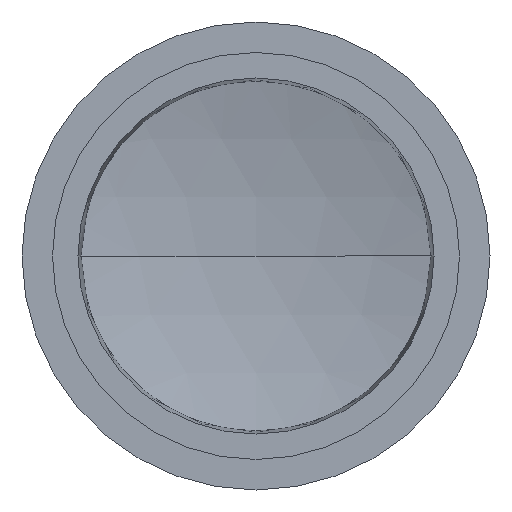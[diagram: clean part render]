
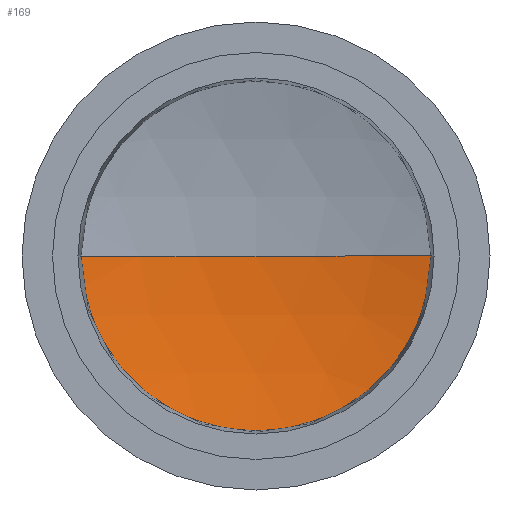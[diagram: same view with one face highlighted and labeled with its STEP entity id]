
A CAD part, front view. The second image highlights one B-rep face of the part: STEP entity #169.
In plain terms, the highlighted spherical face has radius 71.136 mm.
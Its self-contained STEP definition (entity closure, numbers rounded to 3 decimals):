
#1 = CARTESIAN_POINT ( 'NONE',  ( 0., -68.836, 0. ) ) ;
#36 = VERTEX_POINT ( 'NONE', #120 ) ;
#37 = EDGE_LOOP ( 'NONE', ( #41, #162, #245 ) ) ;
#41 = ORIENTED_EDGE ( 'NONE', *, *, #94, .F. ) ;
#43 = EDGE_CURVE ( 'NONE', #36, #334, #187, .T. ) ;
#62 = AXIS2_PLACEMENT_3D ( 'NONE', #168, #80, #224 ) ;
#71 = SPHERICAL_SURFACE ( 'NONE', #348, 71.136 ) ;
#80 = DIRECTION ( 'NONE',  ( 0., 1., 0. ) ) ;
#94 = EDGE_CURVE ( 'NONE', #273, #36, #323, .T. ) ;
#102 = AXIS2_PLACEMENT_3D ( 'NONE', #1, #272, #124 ) ;
#109 = CARTESIAN_POINT ( 'NONE',  ( 0., -68.836, 0. ) ) ;
#120 = CARTESIAN_POINT ( 'NONE',  ( -17.197, 0.19, 0. ) ) ;
#124 = DIRECTION ( 'NONE',  ( 1., 0., 0. ) ) ;
#134 = AXIS2_PLACEMENT_3D ( 'NONE', #146, #201, #315 ) ;
#142 = DIRECTION ( 'NONE',  ( 0., 0., 1. ) ) ;
#146 = CARTESIAN_POINT ( 'NONE',  ( 0., -68.836, 0. ) ) ;
#154 = CIRCLE ( 'NONE', #102, 71.136 ) ;
#162 = ORIENTED_EDGE ( 'NONE', *, *, #312, .T. ) ;
#164 = FACE_OUTER_BOUND ( 'NONE', #37, .T. ) ;
#168 = CARTESIAN_POINT ( 'NONE',  ( 0., 0.19, 0. ) ) ;
#169 = ADVANCED_FACE ( 'NONE', ( #164 ), #71, .F. ) ;
#187 = CIRCLE ( 'NONE', #134, 71.136 ) ;
#201 = DIRECTION ( 'NONE',  ( 0., 0., -1. ) ) ;
#204 = DIRECTION ( 'NONE',  ( -1., 0., 0. ) ) ;
#224 = DIRECTION ( 'NONE',  ( -1., 0., 0. ) ) ;
#234 = CARTESIAN_POINT ( 'NONE',  ( 17.197, 0.19, 0. ) ) ;
#245 = ORIENTED_EDGE ( 'NONE', *, *, #43, .F. ) ;
#263 = CARTESIAN_POINT ( 'NONE',  ( 0., 2.3, 0. ) ) ;
#272 = DIRECTION ( 'NONE',  ( 0., 0., 1. ) ) ;
#273 = VERTEX_POINT ( 'NONE', #234 ) ;
#312 = EDGE_CURVE ( 'NONE', #273, #334, #154, .T. ) ;
#315 = DIRECTION ( 'NONE',  ( -1., 0., 0. ) ) ;
#323 = CIRCLE ( 'NONE', #62, 17.197 ) ;
#334 = VERTEX_POINT ( 'NONE', #263 ) ;
#348 = AXIS2_PLACEMENT_3D ( 'NONE', #109, #142, #204 ) ;
